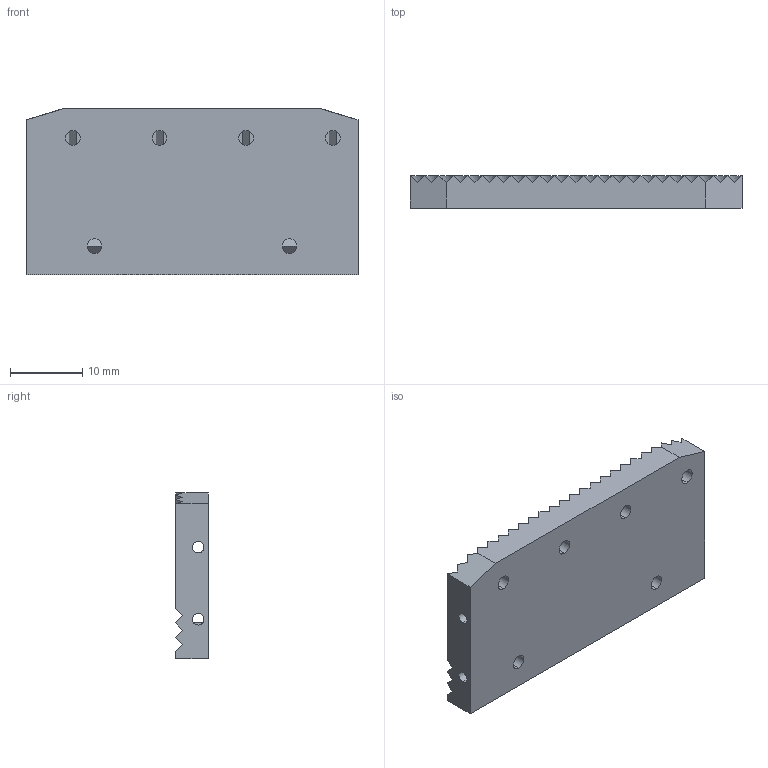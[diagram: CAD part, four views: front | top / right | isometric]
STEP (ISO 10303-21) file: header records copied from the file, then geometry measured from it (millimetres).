
FILE_DESCRIPTION (( 'STEP AP214' ), '1' );
FILE_NAME ('10934-E0W.step', '2007-10-25T00:39:30', ( ' ' ), ( ' ' ), 'SwSTEP 2.0', 'SolidWorks 2007', '' );
FILE_SCHEMA (( 'AUTOMOTIVE_DESIGN' ));
Length unit declared in the file: inch
Products named in the file (1): 10934-E0W
Bounding box: 46 x 4.5 x 23 mm (x, y, z)
Surface area: 3264.5 mm2 (no closed solid volume)
Topology: 0 solids, 1 shells, 128 faces, 317 edges, 191 vertices
Faces by surface type: plane 85, sphere 23, cylinder 20
Entity records: 5420 total; most frequent: DIRECTION 684, CARTESIAN_POINT 637, ORIENTED_EDGE 614, EDGE_CURVE 317, AXIS2_PLACEMENT_3D 238, VECTOR 208, LINE 208, VERTEX_POINT 191
